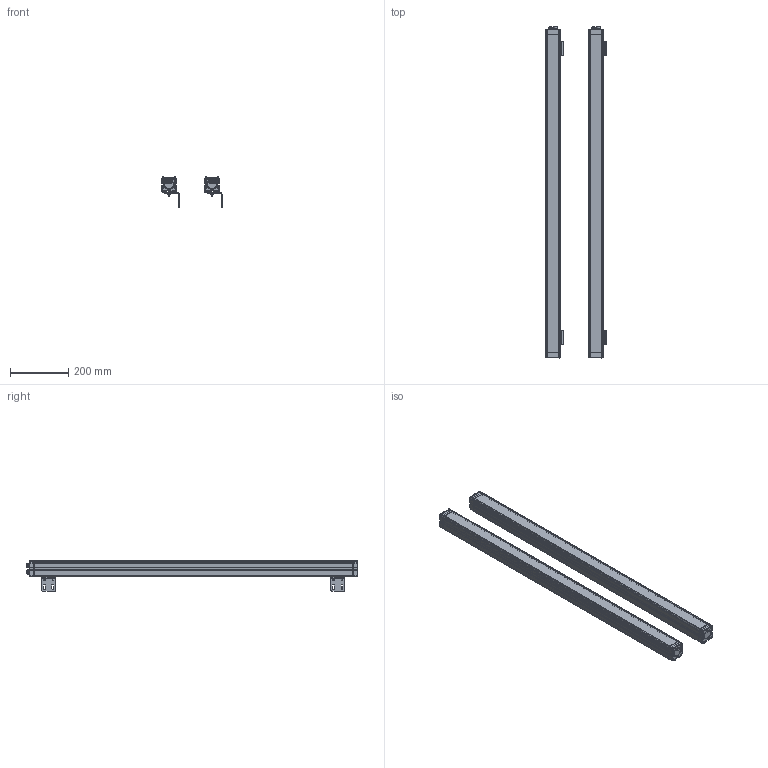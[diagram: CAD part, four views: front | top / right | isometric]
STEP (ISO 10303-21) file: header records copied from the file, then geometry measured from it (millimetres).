
FILE_DESCRIPTION(('STEP AP242'),'1');
FILE_NAME('xusl4mb40h106n.stp','2021-09-26T18:38:43',('TraceParts'),('TraceParts S.A.'),'Spatial InterOp 3D',' ',' ');
FILE_SCHEMA(('AP242_MANAGED_MODEL_BASED_3D_ENGINEERING_MIM_LF {1 0 10303 442 1 1 4}'));
Length unit declared in the file: millimetre
Products named in the file (1): xusl4mb40h106n_1
Bounding box: 207.84 x 1144.1 x 105.24 mm (x, y, z)
Volume: 1899512.5 mm3; surface area: 1461799.1 mm2
Topology: 71 solids, 71 shells, 7196 faces, 18400 edges, 11619 vertices
Faces by surface type: plane 3441, cylinder 2340, cone 438, torus 383, bspline 322, sphere 272
Full cylindrical faces by diameter (mm): 2 x4, 3.5 x8, 4.5 x12, 12 x8, 14 x6, 15 x8
Entity records: 243809 total; most frequent: CARTESIAN_POINT 65865, DIRECTION 38346, ORIENTED_EDGE 36444, EDGE_CURVE 18222, AXIS2_PLACEMENT_3D 13620, VERTEX_POINT 11607, LINE 11106, VECTOR 11106
